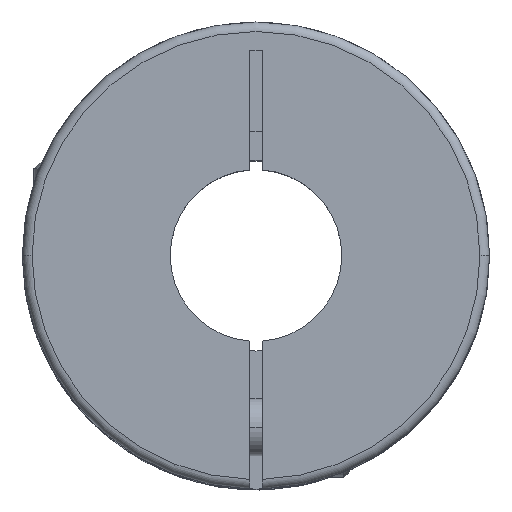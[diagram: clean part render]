
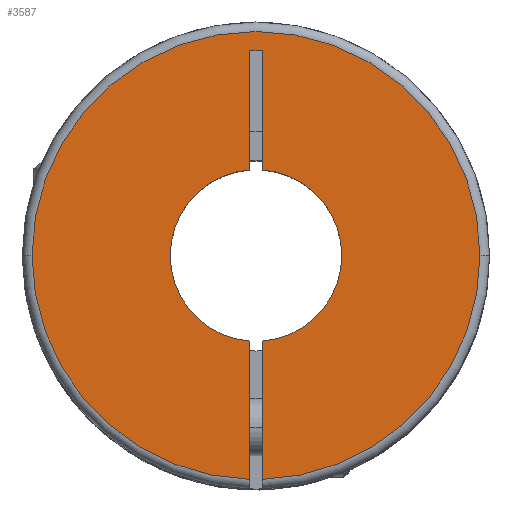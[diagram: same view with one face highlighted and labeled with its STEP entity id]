
A CAD part, top view. The second image highlights one B-rep face of the part: STEP entity #3587.
In plain terms, the highlighted planar face has unit normal (0, 0, 1).
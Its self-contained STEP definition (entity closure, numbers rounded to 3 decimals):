
#145 = LINE ( 'NONE', #1225, #1321 ) ;
#148 = ORIENTED_EDGE ( 'NONE', *, *, #1860, .T. ) ;
#173 = AXIS2_PLACEMENT_3D ( 'NONE', #1212, #2320, #3735 ) ;
#490 = CARTESIAN_POINT ( 'NONE',  ( -0.65, -8.976, 0. ) ) ;
#602 = CARTESIAN_POINT ( 'NONE',  ( 0., 0., 0. ) ) ;
#613 = DIRECTION ( 'NONE',  ( 0., -1., 0. ) ) ;
#618 = DIRECTION ( 'NONE',  ( 0., 1., 0. ) ) ;
#671 = PLANE ( 'NONE',  #1075 ) ;
#714 = VECTOR ( 'NONE', #2902, 1000. ) ;
#731 = EDGE_CURVE ( 'NONE', #3793, #2294, #2926, .T. ) ;
#794 = VERTEX_POINT ( 'NONE', #490 ) ;
#836 = AXIS2_PLACEMENT_3D ( 'NONE', #3678, #2306, #3399 ) ;
#891 = DIRECTION ( 'NONE',  ( -1., 0., 0. ) ) ;
#937 = DIRECTION ( 'NONE',  ( 0., 0., -1. ) ) ;
#976 = ORIENTED_EDGE ( 'NONE', *, *, #1146, .F. ) ;
#1075 = AXIS2_PLACEMENT_3D ( 'NONE', #1333, #4516, #4212 ) ;
#1146 = EDGE_CURVE ( 'NONE', #794, #4133, #145, .T. ) ;
#1212 = CARTESIAN_POINT ( 'NONE',  ( 0., 0., 0. ) ) ;
#1225 = CARTESIAN_POINT ( 'NONE',  ( -0.65, 21.5, 0. ) ) ;
#1250 = CARTESIAN_POINT ( 'NONE',  ( 0.65, 21.5, 0. ) ) ;
#1288 = FACE_OUTER_BOUND ( 'NONE', #1452, .T. ) ;
#1307 = CARTESIAN_POINT ( 'NONE',  ( 0.65, -24.5, 0. ) ) ;
#1321 = VECTOR ( 'NONE', #2282, 1000. ) ;
#1333 = CARTESIAN_POINT ( 'NONE',  ( 0., 0., 0. ) ) ;
#1452 = EDGE_LOOP ( 'NONE', ( #2679, #976, #4598, #148, #3186, #4131, #3825, #3549, #3860, #2621, #3756 ) ) ;
#1517 = CARTESIAN_POINT ( 'NONE',  ( -9., 0., 0. ) ) ;
#1545 = LINE ( 'NONE', #4367, #714 ) ;
#1625 = EDGE_CURVE ( 'NONE', #4180, #2294, #2290, .T. ) ;
#1645 = CARTESIAN_POINT ( 'NONE',  ( -0.65, -23.491, 0. ) ) ;
#1651 = CARTESIAN_POINT ( 'NONE',  ( -0.65, 21.5, 0. ) ) ;
#1721 = VERTEX_POINT ( 'NONE', #4591 ) ;
#1732 = AXIS2_PLACEMENT_3D ( 'NONE', #2600, #1777, #2883 ) ;
#1777 = DIRECTION ( 'NONE',  ( 0., 0., -1. ) ) ;
#1820 = VERTEX_POINT ( 'NONE', #1517 ) ;
#1860 = EDGE_CURVE ( 'NONE', #1820, #3537, #4389, .T. ) ;
#1939 = DIRECTION ( 'NONE',  ( 0., 1., 0. ) ) ;
#2030 = VERTEX_POINT ( 'NONE', #1250 ) ;
#2053 = CARTESIAN_POINT ( 'NONE',  ( -0.65, 21.5, 0. ) ) ;
#2165 = CIRCLE ( 'NONE', #4321, 23.5 ) ;
#2282 = DIRECTION ( 'NONE',  ( 0., -1., 0. ) ) ;
#2290 = LINE ( 'NONE', #3709, #2688 ) ;
#2294 = VERTEX_POINT ( 'NONE', #2973 ) ;
#2306 = DIRECTION ( 'NONE',  ( 0., 0., -1. ) ) ;
#2320 = DIRECTION ( 'NONE',  ( 0., 0., -1. ) ) ;
#2345 = DIRECTION ( 'NONE',  ( -1., 0., 0. ) ) ;
#2358 = CARTESIAN_POINT ( 'NONE',  ( -0.65, 8.976, 0. ) ) ;
#2387 = VECTOR ( 'NONE', #618, 1000. ) ;
#2392 = CARTESIAN_POINT ( 'NONE',  ( 0.65, 8.976, 0. ) ) ;
#2474 = EDGE_CURVE ( 'NONE', #3793, #2030, #3797, .T. ) ;
#2482 = CARTESIAN_POINT ( 'NONE',  ( 23.5, 0., 0. ) ) ;
#2569 = AXIS2_PLACEMENT_3D ( 'NONE', #602, #4195, #4231 ) ;
#2600 = CARTESIAN_POINT ( 'NONE',  ( 0., 0., 0. ) ) ;
#2621 = ORIENTED_EDGE ( 'NONE', *, *, #3328, .F. ) ;
#2679 = ORIENTED_EDGE ( 'NONE', *, *, #4577, .F. ) ;
#2688 = VECTOR ( 'NONE', #1939, 1000. ) ;
#2883 = DIRECTION ( 'NONE',  ( -1., 0., 0. ) ) ;
#2902 = DIRECTION ( 'NONE',  ( -1., 0., 0. ) ) ;
#2919 = CIRCLE ( 'NONE', #1732, 23.5 ) ;
#2926 = CIRCLE ( 'NONE', #173, 9. ) ;
#2973 = CARTESIAN_POINT ( 'NONE',  ( 0.65, -8.976, 0. ) ) ;
#3113 = EDGE_CURVE ( 'NONE', #4585, #3537, #3414, .T. ) ;
#3121 = VECTOR ( 'NONE', #613, 1000. ) ;
#3127 = EDGE_CURVE ( 'NONE', #1721, #4202, #2165, .T. ) ;
#3168 = CARTESIAN_POINT ( 'NONE',  ( 0.65, -23.491, 0. ) ) ;
#3186 = ORIENTED_EDGE ( 'NONE', *, *, #3113, .F. ) ;
#3219 = CIRCLE ( 'NONE', #3301, 9. ) ;
#3301 = AXIS2_PLACEMENT_3D ( 'NONE', #3409, #937, #2345 ) ;
#3328 = EDGE_CURVE ( 'NONE', #4202, #4180, #2919, .T. ) ;
#3399 = DIRECTION ( 'NONE',  ( -1., 0., 0. ) ) ;
#3409 = CARTESIAN_POINT ( 'NONE',  ( 0., 0., 0. ) ) ;
#3414 = LINE ( 'NONE', #1651, #3121 ) ;
#3537 = VERTEX_POINT ( 'NONE', #2358 ) ;
#3549 = ORIENTED_EDGE ( 'NONE', *, *, #731, .T. ) ;
#3587 = ADVANCED_FACE ( 'NONE', ( #1288 ), #671, .F. ) ;
#3678 = CARTESIAN_POINT ( 'NONE',  ( 0., 0., 0. ) ) ;
#3709 = CARTESIAN_POINT ( 'NONE',  ( 0.65, -24.5, 0. ) ) ;
#3735 = DIRECTION ( 'NONE',  ( -1., 0., 0. ) ) ;
#3756 = ORIENTED_EDGE ( 'NONE', *, *, #3127, .F. ) ;
#3793 = VERTEX_POINT ( 'NONE', #2392 ) ;
#3797 = LINE ( 'NONE', #1307, #2387 ) ;
#3825 = ORIENTED_EDGE ( 'NONE', *, *, #2474, .F. ) ;
#3860 = ORIENTED_EDGE ( 'NONE', *, *, #1625, .F. ) ;
#3928 = EDGE_CURVE ( 'NONE', #2030, #4585, #1545, .T. ) ;
#4065 = DIRECTION ( 'NONE',  ( 0., 0., -1. ) ) ;
#4129 = EDGE_CURVE ( 'NONE', #794, #1820, #3219, .T. ) ;
#4131 = ORIENTED_EDGE ( 'NONE', *, *, #3928, .F. ) ;
#4133 = VERTEX_POINT ( 'NONE', #1645 ) ;
#4180 = VERTEX_POINT ( 'NONE', #3168 ) ;
#4195 = DIRECTION ( 'NONE',  ( 0., 0., -1. ) ) ;
#4202 = VERTEX_POINT ( 'NONE', #2482 ) ;
#4212 = DIRECTION ( 'NONE',  ( 0., -1., 0. ) ) ;
#4231 = DIRECTION ( 'NONE',  ( -1., 0., 0. ) ) ;
#4321 = AXIS2_PLACEMENT_3D ( 'NONE', #4391, #4065, #891 ) ;
#4367 = CARTESIAN_POINT ( 'NONE',  ( 0.65, 21.5, 0. ) ) ;
#4389 = CIRCLE ( 'NONE', #836, 9. ) ;
#4391 = CARTESIAN_POINT ( 'NONE',  ( 0., 0., 0. ) ) ;
#4516 = DIRECTION ( 'NONE',  ( 0., 0., -1. ) ) ;
#4564 = CIRCLE ( 'NONE', #2569, 23.5 ) ;
#4577 = EDGE_CURVE ( 'NONE', #4133, #1721, #4564, .T. ) ;
#4585 = VERTEX_POINT ( 'NONE', #2053 ) ;
#4591 = CARTESIAN_POINT ( 'NONE',  ( -23.5, 0., 0. ) ) ;
#4598 = ORIENTED_EDGE ( 'NONE', *, *, #4129, .T. ) ;
